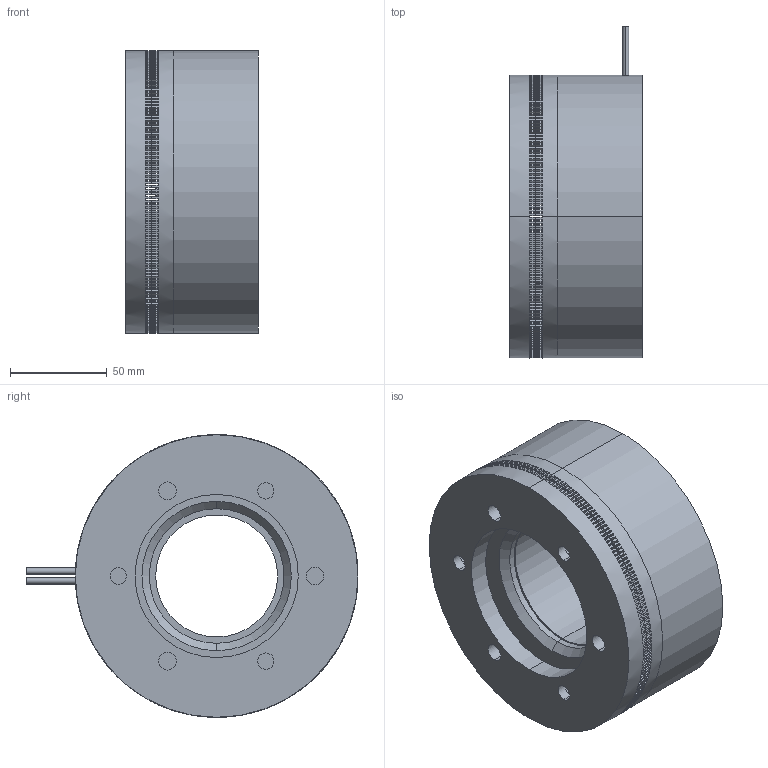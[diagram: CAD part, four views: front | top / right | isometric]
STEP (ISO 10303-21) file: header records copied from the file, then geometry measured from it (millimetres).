
FILE_DESCRIPTION (( 'STEP AP203' ), '1' );
FILE_NAME ('630_SETB_WebAssy.STEP', '2017-02-21T19:10:53', ( 'Delete' ), ( 'Hewlett-Packard Company' ), 'SwSTEP 2.0', 'SolidWorks 2017', '' );
FILE_SCHEMA (( 'CONFIG_CONTROL_DESIGN' ));
Length unit declared in the file: inch
Products named in the file (1): 630_SETB_WebAssy
Bounding box: 68.58 x 171.51 x 146.05 mm (x, y, z)
Volume: 789910.4 mm3; surface area: 146624.3 mm2
Topology: 19 solids, 19 shells, 2065 faces, 5972 edges, 3962 vertices
Faces by surface type: plane 1479, cylinder 540, bspline 28, cone 12, torus 6
Entity records: 113901 total; most frequent: CARTESIAN_POINT 57646, DIRECTION 12056, ORIENTED_EDGE 11928, EDGE_CURVE 5964, AXIS2_PLACEMENT_3D 4124, VERTEX_POINT 3962, LINE 3808, VECTOR 3808
